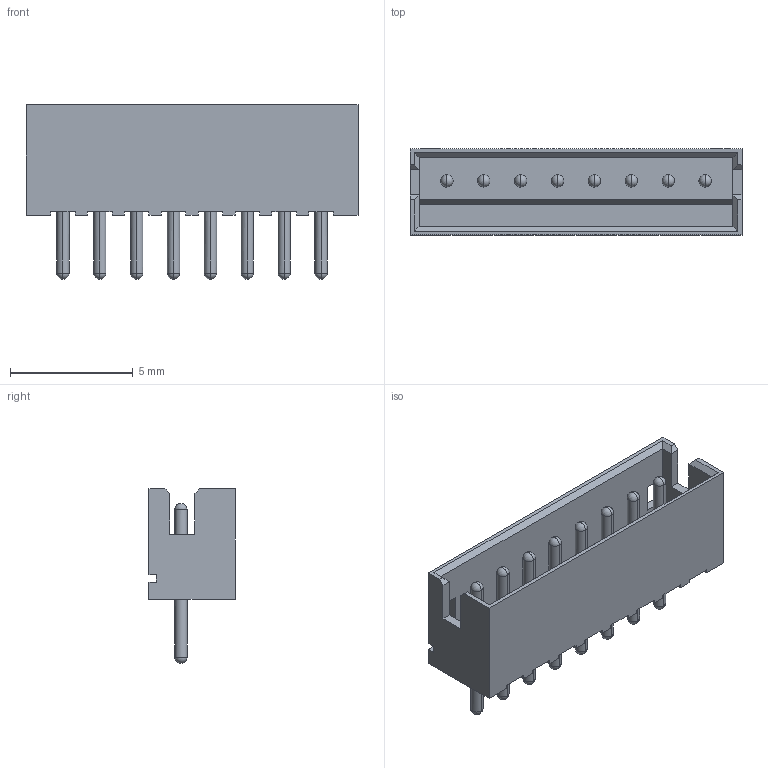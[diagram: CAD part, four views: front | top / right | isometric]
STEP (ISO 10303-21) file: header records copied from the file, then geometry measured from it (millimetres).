
FILE_DESCRIPTION( ('This file contains a STEP AP42 implementation' ,'as created by ZW3D STEP Interface translator.') ,'2;1' );
FILE_NAME( 'WF1501-WSXXX02.stp' ,'23 419.145939', (''), ('ZWCAD Software Co.'), 'Version 1.0', 'ZW3D to STEP translator', '' );
FILE_SCHEMA(('AUTOMOTIVE_DESIGN { 1 0 10303 214 1 1 1 1 }'));
Length unit declared in the file: millimetre
Products named in the file (2): 0; WF1501-WSXXX02
Bounding box: 13.5 x 3.5 x 7.1 mm (x, y, z)
Volume: 94.4 mm3; surface area: 425.7 mm2
Topology: 1 solids, 1 shells, 162 faces, 432 edges, 256 vertices
Faces by surface type: plane 74, bspline 32, sphere 32, cone 24
Entity records: 6137 total; most frequent: CARTESIAN_POINT 2441, ORIENTED_EDGE 800, DIRECTION 592, EDGE_CURVE 400, VERTEX_POINT 256, VECTOR 250, LINE 250, EDGE_LOOP 182
